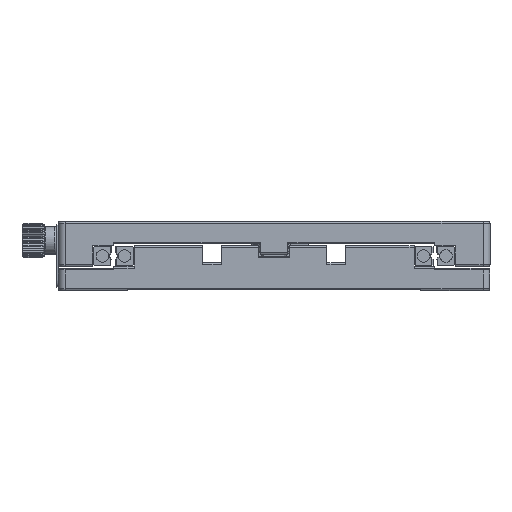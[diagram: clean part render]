
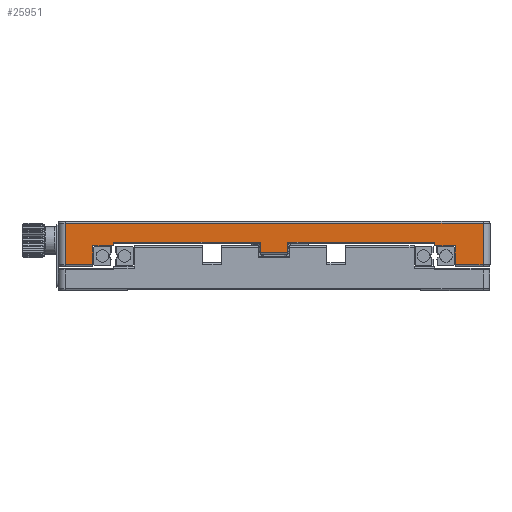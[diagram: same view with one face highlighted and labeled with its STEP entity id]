
A CAD part, front view. The second image highlights one B-rep face of the part: STEP entity #25951.
In plain terms, the highlighted planar face has unit normal (0, -1, 0).
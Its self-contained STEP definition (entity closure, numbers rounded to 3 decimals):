
#67 = DIRECTION ( 'NONE',  ( 0., 0., -1. ) ) ;
#173 = CARTESIAN_POINT ( 'NONE',  ( -60.5, -62.5, 7.5 ) ) ;
#364 = CARTESIAN_POINT ( 'NONE',  ( 60.5, -62.5, 7. ) ) ;
#831 = DIRECTION ( 'NONE',  ( 0., 0., 1. ) ) ;
#1023 = CARTESIAN_POINT ( 'NONE',  ( 52.5, -62.5, 13. ) ) ;
#1452 = ORIENTED_EDGE ( 'NONE', *, *, #23919, .F. ) ;
#1627 = LINE ( 'NONE', #12508, #10216 ) ;
#1888 = CARTESIAN_POINT ( 'NONE',  ( -4., -62.5, 11. ) ) ;
#2616 = CARTESIAN_POINT ( 'NONE',  ( 52.5, -62.5, 13. ) ) ;
#2711 = CARTESIAN_POINT ( 'NONE',  ( 62.5, -62.5, 19.5 ) ) ;
#2715 = CARTESIAN_POINT ( 'NONE',  ( 60.5, -62.5, 19.5 ) ) ;
#3072 = VERTEX_POINT ( 'NONE', #8641 ) ;
#3281 = LINE ( 'NONE', #10968, #17557 ) ;
#3376 = DIRECTION ( 'NONE',  ( 0., 0., -1. ) ) ;
#3533 = EDGE_CURVE ( 'NONE', #9130, #13022, #23049, .T. ) ;
#3543 = LINE ( 'NONE', #364, #17812 ) ;
#3589 = VECTOR ( 'NONE', #24706, 1000. ) ;
#3775 = EDGE_CURVE ( 'NONE', #5316, #21851, #1627, .T. ) ;
#4120 = VERTEX_POINT ( 'NONE', #25786 ) ;
#4190 = CARTESIAN_POINT ( 'NONE',  ( 60.5, -62.5, 7.5 ) ) ;
#4465 = VECTOR ( 'NONE', #18720, 1000. ) ;
#4600 = VERTEX_POINT ( 'NONE', #9392 ) ;
#4779 = EDGE_CURVE ( 'NONE', #23044, #17185, #3543, .T. ) ;
#4835 = ORIENTED_EDGE ( 'NONE', *, *, #27519, .T. ) ;
#5100 = DIRECTION ( 'NONE',  ( 0., 0., -1. ) ) ;
#5316 = VERTEX_POINT ( 'NONE', #173 ) ;
#5533 = VECTOR ( 'NONE', #16302, 1000. ) ;
#5609 = DIRECTION ( 'NONE',  ( 0., 0., 1. ) ) ;
#5673 = ORIENTED_EDGE ( 'NONE', *, *, #19023, .T. ) ;
#6005 = LINE ( 'NONE', #23726, #13192 ) ;
#6084 = LINE ( 'NONE', #17403, #16570 ) ;
#6156 = CARTESIAN_POINT ( 'NONE',  ( 46.5, -62.5, 14. ) ) ;
#6980 = CARTESIAN_POINT ( 'NONE',  ( 46.5, -62.5, 13. ) ) ;
#7100 = CARTESIAN_POINT ( 'NONE',  ( 60.5, -62.5, 7.5 ) ) ;
#7730 = ORIENTED_EDGE ( 'NONE', *, *, #3775, .T. ) ;
#7797 = LINE ( 'NONE', #27383, #19085 ) ;
#8407 = DIRECTION ( 'NONE',  ( -1., 0., 0. ) ) ;
#8599 = VECTOR ( 'NONE', #18626, 1000. ) ;
#8641 = CARTESIAN_POINT ( 'NONE',  ( 4., -62.5, 11. ) ) ;
#8781 = ORIENTED_EDGE ( 'NONE', *, *, #12126, .T. ) ;
#9043 = CARTESIAN_POINT ( 'NONE',  ( 4., -62.5, 11. ) ) ;
#9130 = VERTEX_POINT ( 'NONE', #17457 ) ;
#9301 = LINE ( 'NONE', #6156, #14504 ) ;
#9392 = CARTESIAN_POINT ( 'NONE',  ( -60.5, -62.5, 19.5 ) ) ;
#10216 = VECTOR ( 'NONE', #15245, 1000. ) ;
#10264 = VERTEX_POINT ( 'NONE', #1888 ) ;
#10310 = VECTOR ( 'NONE', #28078, 1000. ) ;
#10708 = DIRECTION ( 'NONE',  ( -1., 0., 0. ) ) ;
#10968 = CARTESIAN_POINT ( 'NONE',  ( -4., -62.5, 14. ) ) ;
#11245 = EDGE_CURVE ( 'NONE', #17020, #13022, #13035, .T. ) ;
#11529 = ORIENTED_EDGE ( 'NONE', *, *, #14858, .F. ) ;
#11689 = CARTESIAN_POINT ( 'NONE',  ( -52.5, -62.5, 13. ) ) ;
#12126 = EDGE_CURVE ( 'NONE', #19831, #17020, #9301, .T. ) ;
#12225 = LINE ( 'NONE', #9043, #5533 ) ;
#12508 = CARTESIAN_POINT ( 'NONE',  ( -52.5, -62.5, 7.5 ) ) ;
#12639 = VERTEX_POINT ( 'NONE', #11689 ) ;
#12774 = CARTESIAN_POINT ( 'NONE',  ( 46.5, -62.5, 14. ) ) ;
#12912 = PLANE ( 'NONE',  #18651 ) ;
#13022 = VERTEX_POINT ( 'NONE', #6980 ) ;
#13035 = LINE ( 'NONE', #19373, #10310 ) ;
#13192 = VECTOR ( 'NONE', #5100, 1000. ) ;
#13667 = LINE ( 'NONE', #18168, #16701 ) ;
#13669 = CARTESIAN_POINT ( 'NONE',  ( -52.5, -62.5, 13. ) ) ;
#13754 = DIRECTION ( 'NONE',  ( 1., 0., 0. ) ) ;
#13759 = EDGE_CURVE ( 'NONE', #12639, #21851, #16373, .T. ) ;
#13823 = ORIENTED_EDGE ( 'NONE', *, *, #19056, .F. ) ;
#13953 = CARTESIAN_POINT ( 'NONE',  ( -4., -62.5, 14. ) ) ;
#14504 = VECTOR ( 'NONE', #24357, 1000. ) ;
#14636 = ORIENTED_EDGE ( 'NONE', *, *, #3533, .F. ) ;
#14782 = VECTOR ( 'NONE', #15909, 1000. ) ;
#14858 = EDGE_CURVE ( 'NONE', #4120, #12639, #20248, .T. ) ;
#15020 = ORIENTED_EDGE ( 'NONE', *, *, #16598, .T. ) ;
#15245 = DIRECTION ( 'NONE',  ( 1., 0., 0. ) ) ;
#15628 = ORIENTED_EDGE ( 'NONE', *, *, #16769, .T. ) ;
#15909 = DIRECTION ( 'NONE',  ( 0., 0., -1. ) ) ;
#16107 = CARTESIAN_POINT ( 'NONE',  ( 4., -62.5, 14. ) ) ;
#16302 = DIRECTION ( 'NONE',  ( 1., 0., 0. ) ) ;
#16356 = DIRECTION ( 'NONE',  ( 0., 0., -1. ) ) ;
#16373 = LINE ( 'NONE', #13669, #14782 ) ;
#16570 = VECTOR ( 'NONE', #5609, 1000. ) ;
#16598 = EDGE_CURVE ( 'NONE', #10264, #3072, #12225, .T. ) ;
#16701 = VECTOR ( 'NONE', #16356, 1000. ) ;
#16769 = EDGE_CURVE ( 'NONE', #17185, #4600, #25497, .T. ) ;
#16808 = ORIENTED_EDGE ( 'NONE', *, *, #25163, .T. ) ;
#17020 = VERTEX_POINT ( 'NONE', #12774 ) ;
#17185 = VERTEX_POINT ( 'NONE', #2715 ) ;
#17403 = CARTESIAN_POINT ( 'NONE',  ( -4., -62.5, 13.5 ) ) ;
#17448 = FACE_OUTER_BOUND ( 'NONE', #22493, .T. ) ;
#17457 = CARTESIAN_POINT ( 'NONE',  ( 52.5, -62.5, 13. ) ) ;
#17557 = VECTOR ( 'NONE', #13754, 1000. ) ;
#17805 = LINE ( 'NONE', #1023, #3589 ) ;
#17812 = VECTOR ( 'NONE', #831, 1000. ) ;
#17953 = ORIENTED_EDGE ( 'NONE', *, *, #13759, .F. ) ;
#18168 = CARTESIAN_POINT ( 'NONE',  ( -46.5, -62.5, 139.159 ) ) ;
#18169 = CARTESIAN_POINT ( 'NONE',  ( 52.5, -62.5, 7.5 ) ) ;
#18525 = VERTEX_POINT ( 'NONE', #18169 ) ;
#18626 = DIRECTION ( 'NONE',  ( -1., 0., 0. ) ) ;
#18651 = AXIS2_PLACEMENT_3D ( 'NONE', #20194, #20628, #3376 ) ;
#18704 = LINE ( 'NONE', #4190, #4465 ) ;
#18720 = DIRECTION ( 'NONE',  ( 1., 0., 0. ) ) ;
#18898 = VECTOR ( 'NONE', #8407, 1000. ) ;
#19023 = EDGE_CURVE ( 'NONE', #4600, #5316, #6005, .T. ) ;
#19056 = EDGE_CURVE ( 'NONE', #19831, #3072, #7797, .T. ) ;
#19085 = VECTOR ( 'NONE', #67, 1000. ) ;
#19373 = CARTESIAN_POINT ( 'NONE',  ( 46.5, -62.5, 139.159 ) ) ;
#19831 = VERTEX_POINT ( 'NONE', #16107 ) ;
#20194 = CARTESIAN_POINT ( 'NONE',  ( 62.5, -62.5, 7. ) ) ;
#20248 = LINE ( 'NONE', #22040, #18898 ) ;
#20628 = DIRECTION ( 'NONE',  ( 0., 1., 0. ) ) ;
#21325 = VERTEX_POINT ( 'NONE', #13953 ) ;
#21611 = ORIENTED_EDGE ( 'NONE', *, *, #21887, .F. ) ;
#21851 = VERTEX_POINT ( 'NONE', #26580 ) ;
#21887 = EDGE_CURVE ( 'NONE', #10264, #21325, #6084, .T. ) ;
#22040 = CARTESIAN_POINT ( 'NONE',  ( -40.5, -62.5, 13. ) ) ;
#22493 = EDGE_LOOP ( 'NONE', ( #5673, #7730, #17953, #11529, #1452, #16808, #21611, #15020, #13823, #8781, #27462, #14636, #4835, #25270, #24867, #15628 ) ) ;
#23044 = VERTEX_POINT ( 'NONE', #7100 ) ;
#23049 = LINE ( 'NONE', #2616, #26172 ) ;
#23726 = CARTESIAN_POINT ( 'NONE',  ( -60.5, -62.5, 7. ) ) ;
#23919 = EDGE_CURVE ( 'NONE', #28104, #4120, #13667, .T. ) ;
#24357 = DIRECTION ( 'NONE',  ( 1., 0., 0. ) ) ;
#24706 = DIRECTION ( 'NONE',  ( 0., 0., -1. ) ) ;
#24867 = ORIENTED_EDGE ( 'NONE', *, *, #4779, .T. ) ;
#25163 = EDGE_CURVE ( 'NONE', #28104, #21325, #3281, .T. ) ;
#25270 = ORIENTED_EDGE ( 'NONE', *, *, #26901, .T. ) ;
#25497 = LINE ( 'NONE', #2711, #8599 ) ;
#25786 = CARTESIAN_POINT ( 'NONE',  ( -46.5, -62.5, 13. ) ) ;
#25951 = ADVANCED_FACE ( 'NONE', ( #17448 ), #12912, .F. ) ;
#26172 = VECTOR ( 'NONE', #10708, 1000. ) ;
#26518 = CARTESIAN_POINT ( 'NONE',  ( -46.5, -62.5, 14. ) ) ;
#26580 = CARTESIAN_POINT ( 'NONE',  ( -52.5, -62.5, 7.5 ) ) ;
#26901 = EDGE_CURVE ( 'NONE', #18525, #23044, #18704, .T. ) ;
#27383 = CARTESIAN_POINT ( 'NONE',  ( 4., -62.5, 13.5 ) ) ;
#27462 = ORIENTED_EDGE ( 'NONE', *, *, #11245, .T. ) ;
#27519 = EDGE_CURVE ( 'NONE', #9130, #18525, #17805, .T. ) ;
#28078 = DIRECTION ( 'NONE',  ( 0., 0., -1. ) ) ;
#28104 = VERTEX_POINT ( 'NONE', #26518 ) ;
